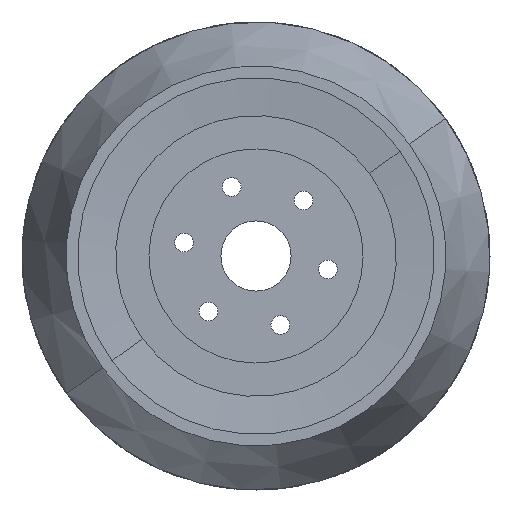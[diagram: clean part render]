
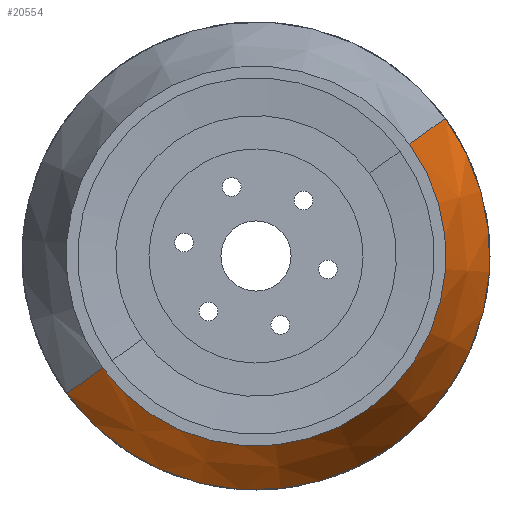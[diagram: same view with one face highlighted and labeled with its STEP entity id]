
A CAD part, front view. The second image highlights one B-rep face of the part: STEP entity #20554.
In plain terms, the highlighted conical face has half-angle 21 degrees and reference radius 40 mm.
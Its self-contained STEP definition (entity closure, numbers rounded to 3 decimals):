
#879 = CARTESIAN_POINT ( 'NONE',  ( 40., 0., 20. ) ) ;
#1895 = VERTEX_POINT ( 'NONE', #10770 ) ;
#2405 = DIRECTION ( 'NONE',  ( 1., 0., 0. ) ) ;
#4783 = ORIENTED_EDGE ( 'NONE', *, *, #13346, .F. ) ;
#5787 = DIRECTION ( 'NONE',  ( 1., 0., 0. ) ) ;
#5795 = LINE ( 'NONE', #17163, #8433 ) ;
#6025 = CARTESIAN_POINT ( 'NONE',  ( -40., 0., 20. ) ) ;
#7583 = CARTESIAN_POINT ( 'NONE',  ( 32.474, 0., 39.605 ) ) ;
#7944 = AXIS2_PLACEMENT_3D ( 'NONE', #13377, #13174, #2405 ) ;
#8433 = VECTOR ( 'NONE', #18551, 1000. ) ;
#10096 = FACE_OUTER_BOUND ( 'NONE', #12637, .T. ) ;
#10681 = VERTEX_POINT ( 'NONE', #7583 ) ;
#10770 = CARTESIAN_POINT ( 'NONE',  ( -32.474, 0., 39.605 ) ) ;
#10795 = VERTEX_POINT ( 'NONE', #6025 ) ;
#11036 = EDGE_CURVE ( 'NONE', #17912, #10795, #18872, .T. ) ;
#11919 = ORIENTED_EDGE ( 'NONE', *, *, #11036, .T. ) ;
#12480 = AXIS2_PLACEMENT_3D ( 'NONE', #18745, #20226, #5787 ) ;
#12637 = EDGE_LOOP ( 'NONE', ( #14608, #18909, #11919, #4783 ) ) ;
#13174 = DIRECTION ( 'NONE',  ( 0., 0., 1. ) ) ;
#13346 = EDGE_CURVE ( 'NONE', #1895, #10795, #5795, .T. ) ;
#13377 = CARTESIAN_POINT ( 'NONE',  ( 0., 0., 39.605 ) ) ;
#13667 = CIRCLE ( 'NONE', #7944, 32.474 ) ;
#13685 = CONICAL_SURFACE ( 'NONE', #19074, 40., 0.367 ) ;
#14177 = VECTOR ( 'NONE', #19978, 1000. ) ;
#14608 = ORIENTED_EDGE ( 'NONE', *, *, #19381, .F. ) ;
#15249 = CARTESIAN_POINT ( 'NONE',  ( 0., 0., 20. ) ) ;
#15330 = LINE ( 'NONE', #879, #14177 ) ;
#16070 = CARTESIAN_POINT ( 'NONE',  ( 40., 0., 20. ) ) ;
#16633 = EDGE_CURVE ( 'NONE', #10681, #17912, #15330, .T. ) ;
#17163 = CARTESIAN_POINT ( 'NONE',  ( -40., 0., 20. ) ) ;
#17912 = VERTEX_POINT ( 'NONE', #16070 ) ;
#18313 = DIRECTION ( 'NONE',  ( -1., 0., 0. ) ) ;
#18551 = DIRECTION ( 'NONE',  ( -0.358, 0., -0.934 ) ) ;
#18745 = CARTESIAN_POINT ( 'NONE',  ( 0., 0., 20. ) ) ;
#18872 = CIRCLE ( 'NONE', #12480, 40. ) ;
#18909 = ORIENTED_EDGE ( 'NONE', *, *, #16633, .T. ) ;
#19074 = AXIS2_PLACEMENT_3D ( 'NONE', #15249, #19995, #18313 ) ;
#19381 = EDGE_CURVE ( 'NONE', #10681, #1895, #13667, .T. ) ;
#19978 = DIRECTION ( 'NONE',  ( 0.358, 0., -0.934 ) ) ;
#19995 = DIRECTION ( 'NONE',  ( 0., 0., -1. ) ) ;
#20226 = DIRECTION ( 'NONE',  ( 0., 0., 1. ) ) ;
#20554 = ADVANCED_FACE ( 'NONE', ( #10096 ), #13685, .T. ) ;
